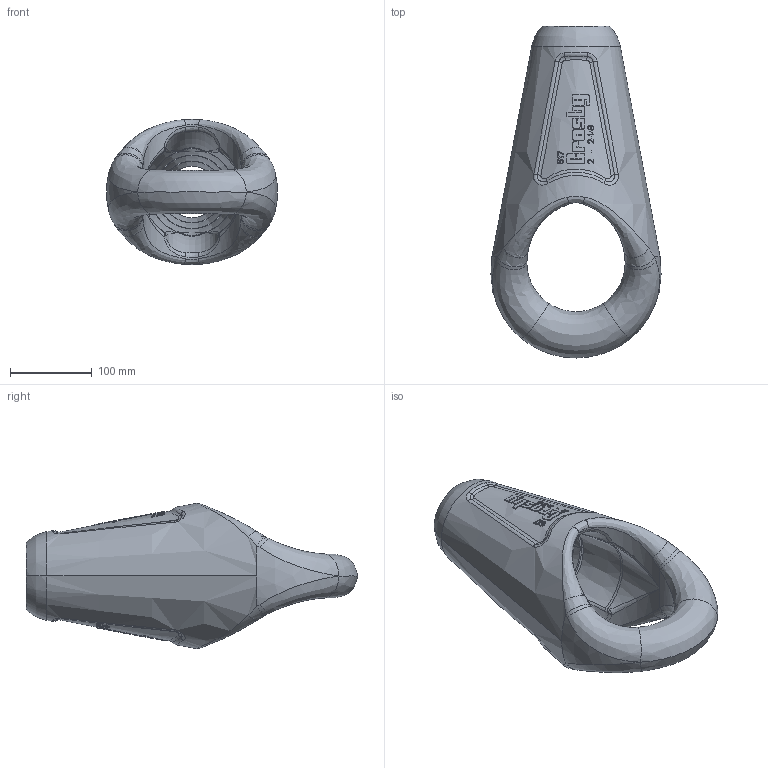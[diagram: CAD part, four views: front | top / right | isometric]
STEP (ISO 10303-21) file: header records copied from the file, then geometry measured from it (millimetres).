
FILE_DESCRIPTION((''),'2;1');
FILE_NAME('CROSBY_517_2_00-2_12_1005002','2010-05-18T',('Alan Doughty'),('The Crosby Group, Inc.'),'PRO/ENGINEER BY PARAMETRIC TECHNOLOGY CORPORATION, 2009300','PRO/ENGINEER BY PARAMETRIC TECHNOLOGY CORPORATION, 2009300','');
FILE_SCHEMA(('CONFIG_CONTROL_DESIGN'));
Length unit declared in the file: inch
Products named in the file (1): CROSBY_517_2_00-2_12_1005002
Bounding box: 208.55 x 406.82 x 177.94 mm (x, y, z)
Volume: 3280377.3 mm3; surface area: 273950.3 mm2
Topology: 1 solids, 1 shells, 731 faces, 1986 edges, 1300 vertices
Faces by surface type: plane 499, bspline 80, extrusion 72, cone 50, torus 14, cylinder 10, sphere 6
Entity records: 27951 total; most frequent: CARTESIAN_POINT 11570, ORIENTED_EDGE 3972, DIRECTION 2503, EDGE_CURVE 1986, VERTEX_POINT 1300, B_SPLINE_CURVE_WITH_KNOTS 1133, AXIS2_PLACEMENT_3D 927, EDGE_LOOP 778
